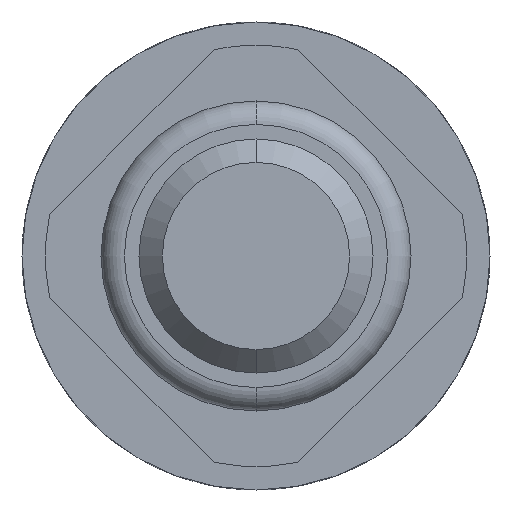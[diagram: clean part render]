
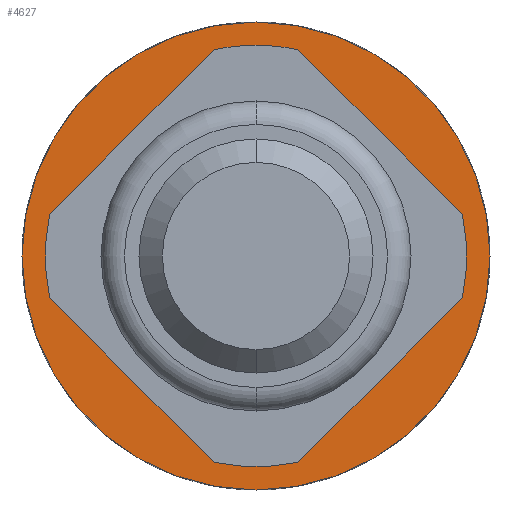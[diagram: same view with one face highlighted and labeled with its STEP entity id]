
A CAD part, front view. The second image highlights one B-rep face of the part: STEP entity #4627.
In plain terms, the highlighted planar face has unit normal (0, -1, 0).
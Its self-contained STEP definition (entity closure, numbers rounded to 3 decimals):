
#267 = DIRECTION ( 'NONE',  ( 0., 1., 0. ) ) ;
#268 = AXIS2_PLACEMENT_3D ( 'NONE', #2949, #3959, #2887 ) ;
#308 = CARTESIAN_POINT ( 'NONE',  ( 0., 5.3, 0. ) ) ;
#869 = ORIENTED_EDGE ( 'NONE', *, *, #2317, .F. ) ;
#1039 = AXIS2_PLACEMENT_3D ( 'NONE', #4968, #6519, #3955 ) ;
#1047 = AXIS2_PLACEMENT_3D ( 'NONE', #308, #267, #2341 ) ;
#1185 = CIRCLE ( 'NONE', #1039, 0.9 ) ;
#1425 = VERTEX_POINT ( 'NONE', #2984 ) ;
#1613 = CARTESIAN_POINT ( 'NONE',  ( 0., 5.3, -0.9 ) ) ;
#1814 = ORIENTED_EDGE ( 'NONE', *, *, #5273, .T. ) ;
#2294 = ORIENTED_EDGE ( 'NONE', *, *, #3808, .T. ) ;
#2317 = EDGE_CURVE ( 'Defeature ausgef�hrt2_41+Defeature ausgef�hrt2_40+Defeature ausgef�hrt2_40+Defeature ausgef�hrt2_40', #1425, #4656, #4110, .T. ) ;
#2341 = DIRECTION ( 'NONE',  ( 0., 0., 1. ) ) ;
#2574 = DIRECTION ( 'NONE',  ( 0., 1., 0. ) ) ;
#2592 = DIRECTION ( 'NONE',  ( 0., 0., 1. ) ) ;
#2621 = AXIS2_PLACEMENT_3D ( 'NONE', #5581, #4015, #6130 ) ;
#2887 = DIRECTION ( 'NONE',  ( 0., 0., 1. ) ) ;
#2949 = CARTESIAN_POINT ( 'NONE',  ( 0.9, 5.3, 0. ) ) ;
#2984 = CARTESIAN_POINT ( 'NONE',  ( 0., 5.3, 2. ) ) ;
#3108 = ORIENTED_EDGE ( 'NONE', *, *, #5615, .F. ) ;
#3425 = PLANE ( 'NONE',  #268 ) ;
#3720 = CIRCLE ( 'NONE', #1047, 2. ) ;
#3808 = EDGE_CURVE ( 'Defeature ausgef�hrt2_40+Defeature ausgef�hrt2_19+Defeature ausgef�hrt2_19+Defeature ausgef�hrt2_19', #6014, #4499, #1185, .T. ) ;
#3822 = FACE_BOUND ( 'NONE', #6142, .T. ) ;
#3955 = DIRECTION ( 'NONE',  ( 0., 0., 1. ) ) ;
#3959 = DIRECTION ( 'NONE',  ( 0., 1., 0. ) ) ;
#4015 = DIRECTION ( 'NONE',  ( 0., 1., 0. ) ) ;
#4110 = CIRCLE ( 'NONE', #5928, 2. ) ;
#4499 = VERTEX_POINT ( 'NONE', #6498 ) ;
#4627 = ADVANCED_FACE ( 'Defeature ausgef�hrt2_40', ( #6684, #3822 ), #3425, .F. ) ;
#4656 = VERTEX_POINT ( 'NONE', #5551 ) ;
#4968 = CARTESIAN_POINT ( 'NONE',  ( 0., 5.3, 0. ) ) ;
#5105 = EDGE_LOOP ( 'NONE', ( #869, #3108 ) ) ;
#5273 = EDGE_CURVE ( 'Defeature ausgef�hrt2_40+Defeature ausgef�hrt2_19+Defeature ausgef�hrt2_19+Defeature ausgef�hrt2_19', #4499, #6014, #6365, .T. ) ;
#5551 = CARTESIAN_POINT ( 'NONE',  ( 0., 5.3, -2. ) ) ;
#5581 = CARTESIAN_POINT ( 'NONE',  ( 0., 5.3, 0. ) ) ;
#5615 = EDGE_CURVE ( 'Defeature ausgef�hrt2_41+Defeature ausgef�hrt2_40+Defeature ausgef�hrt2_40+Defeature ausgef�hrt2_40', #4656, #1425, #3720, .T. ) ;
#5928 = AXIS2_PLACEMENT_3D ( 'NONE', #6743, #2574, #2592 ) ;
#6014 = VERTEX_POINT ( 'NONE', #1613 ) ;
#6130 = DIRECTION ( 'NONE',  ( 0., 0., 1. ) ) ;
#6142 = EDGE_LOOP ( 'NONE', ( #1814, #2294 ) ) ;
#6365 = CIRCLE ( 'NONE', #2621, 0.9 ) ;
#6498 = CARTESIAN_POINT ( 'NONE',  ( 0., 5.3, 0.9 ) ) ;
#6519 = DIRECTION ( 'NONE',  ( 0., 1., 0. ) ) ;
#6684 = FACE_OUTER_BOUND ( 'NONE', #5105, .T. ) ;
#6743 = CARTESIAN_POINT ( 'NONE',  ( 0., 5.3, 0. ) ) ;
